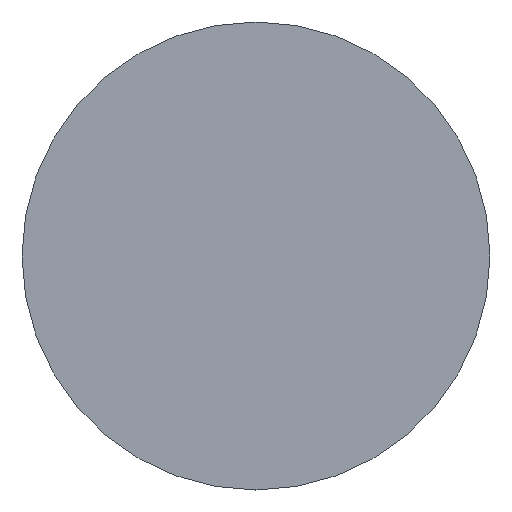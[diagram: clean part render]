
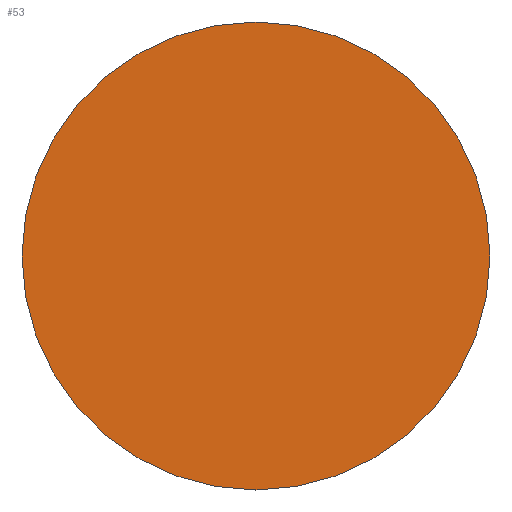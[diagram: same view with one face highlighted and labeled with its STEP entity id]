
A CAD part, left-side view. The second image highlights one B-rep face of the part: STEP entity #53.
In plain terms, the highlighted planar face has unit normal (-1, 0, 0).
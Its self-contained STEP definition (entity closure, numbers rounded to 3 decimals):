
#9 = VERTEX_POINT ( 'NONE', #148 ) ;
#12 = AXIS2_PLACEMENT_3D ( 'NONE', #86, #143, #68 ) ;
#15 = CARTESIAN_POINT ( 'NONE',  ( 0., 0., 0. ) ) ;
#22 = EDGE_CURVE ( 'NONE', #9, #137, #125, .T. ) ;
#26 = CIRCLE ( 'NONE', #92, 6.35 ) ;
#30 = DIRECTION ( 'NONE',  ( 0., 0., 1. ) ) ;
#31 = CARTESIAN_POINT ( 'NONE',  ( 0., 0., -6.35 ) ) ;
#42 = PLANE ( 'NONE',  #12 ) ;
#46 = EDGE_CURVE ( 'NONE', #137, #9, #26, .T. ) ;
#53 = ADVANCED_FACE ( 'NONE', ( #89 ), #42, .F. ) ;
#60 = AXIS2_PLACEMENT_3D ( 'NONE', #15, #81, #95 ) ;
#68 = DIRECTION ( 'NONE',  ( 0., 0., -1. ) ) ;
#73 = ORIENTED_EDGE ( 'NONE', *, *, #46, .T. ) ;
#81 = DIRECTION ( 'NONE',  ( -1., 0., 0. ) ) ;
#86 = CARTESIAN_POINT ( 'NONE',  ( 0., 0., 0. ) ) ;
#89 = FACE_OUTER_BOUND ( 'NONE', #106, .T. ) ;
#92 = AXIS2_PLACEMENT_3D ( 'NONE', #107, #134, #30 ) ;
#95 = DIRECTION ( 'NONE',  ( 0., 0., 1. ) ) ;
#106 = EDGE_LOOP ( 'NONE', ( #165, #73 ) ) ;
#107 = CARTESIAN_POINT ( 'NONE',  ( 0., 0., 0. ) ) ;
#125 = CIRCLE ( 'NONE', #60, 6.35 ) ;
#134 = DIRECTION ( 'NONE',  ( -1., 0., 0. ) ) ;
#137 = VERTEX_POINT ( 'NONE', #31 ) ;
#143 = DIRECTION ( 'NONE',  ( 1., 0., 0. ) ) ;
#148 = CARTESIAN_POINT ( 'NONE',  ( 0., 0., 6.35 ) ) ;
#165 = ORIENTED_EDGE ( 'NONE', *, *, #22, .T. ) ;
